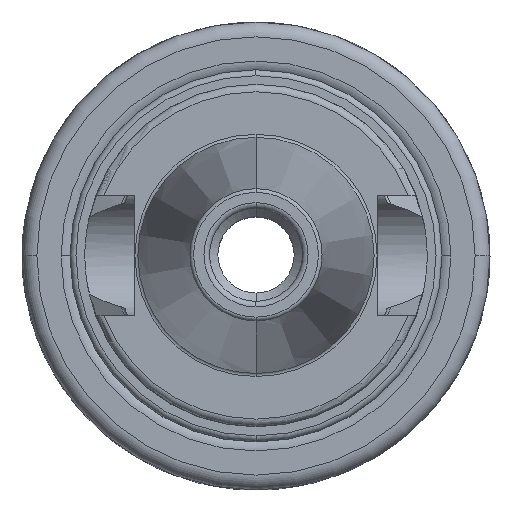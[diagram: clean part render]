
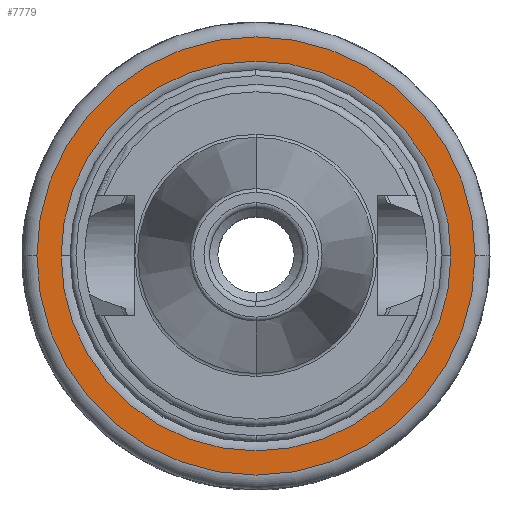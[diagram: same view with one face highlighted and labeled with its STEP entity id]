
A CAD part, top view. The second image highlights one B-rep face of the part: STEP entity #7779.
In plain terms, the highlighted planar face has unit normal (0, 0, 1).
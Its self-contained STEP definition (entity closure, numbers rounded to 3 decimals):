
#2012=CARTESIAN_POINT('',(0,0,-22.1));
#2013=DIRECTION('',(0,0,1));
#2014=DIRECTION('',(1,0,0));
#2015=AXIS2_PLACEMENT_3D('',#2012,#2013,#2014);
#2017=CARTESIAN_POINT('',(0,0,-22.1));
#2018=DIRECTION('',(0,0,-1));
#2019=DIRECTION('',(1,0,0));
#2020=AXIS2_PLACEMENT_3D('',#2017,#2018,#2019);
#2027=CARTESIAN_POINT('',(0,0,-22.1));
#2028=DIRECTION('',(0,0,-1));
#2029=DIRECTION('',(1,0,0));
#2030=AXIS2_PLACEMENT_3D('',#2027,#2028,#2029);
#2052=CARTESIAN_POINT('',(0,0,-22.1));
#2053=DIRECTION('',(0,0,1));
#2054=DIRECTION('',(1,0,0));
#2055=AXIS2_PLACEMENT_3D('',#2052,#2053,#2054);
#4080=CARTESIAN_POINT('',(29.45,0,-22.1));
#4081=CARTESIAN_POINT('',(-29.45,0,-22.1));
#4082=VERTEX_POINT('',#4080);
#4083=VERTEX_POINT('',#4081);
#4084=CARTESIAN_POINT('',(26.201,0,-22.1));
#4085=CARTESIAN_POINT('',(-26.201,0,-22.1));
#4086=VERTEX_POINT('',#4084);
#4087=VERTEX_POINT('',#4085);
#7764=CARTESIAN_POINT('',(0,0,-22.1));
#7765=DIRECTION('',(0,0,1));
#7766=DIRECTION('',(-1,0,0));
#7767=AXIS2_PLACEMENT_3D('',#7764,#7765,#7766);
#7768=PLANE('',#7767);
#7769=ORIENTED_EDGE('',*,*,#5172,.F.);
#7770=ORIENTED_EDGE('',*,*,#5157,.T.);
#7771=EDGE_LOOP('',(#7769,#7770));
#7772=FACE_OUTER_BOUND('',#7771,.F.);
#7774=ORIENTED_EDGE('',*,*,#7773,.F.);
#7776=ORIENTED_EDGE('',*,*,#7775,.T.);
#7777=EDGE_LOOP('',(#7774,#7776));
#7778=FACE_BOUND('',#7777,.F.);
#7779=ADVANCED_FACE('',(#7772,#7778),#7768,.T.);
#2016=CIRCLE('',#2015,29.45);
#2021=CIRCLE('',#2020,29.45);
#2031=CIRCLE('',#2030,26.201);
#2056=CIRCLE('',#2055,26.201);
#5157=EDGE_CURVE('',#4082,#4083,#2021,.T.);
#5172=EDGE_CURVE('',#4082,#4083,#2016,.T.);
#7773=EDGE_CURVE('',#4086,#4087,#2031,.T.);
#7775=EDGE_CURVE('',#4086,#4087,#2056,.T.);
